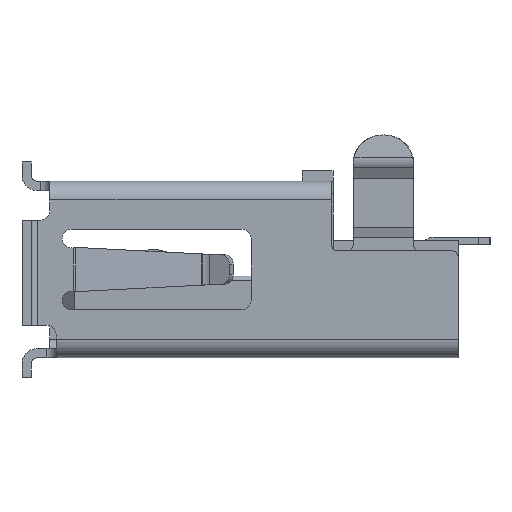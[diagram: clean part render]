
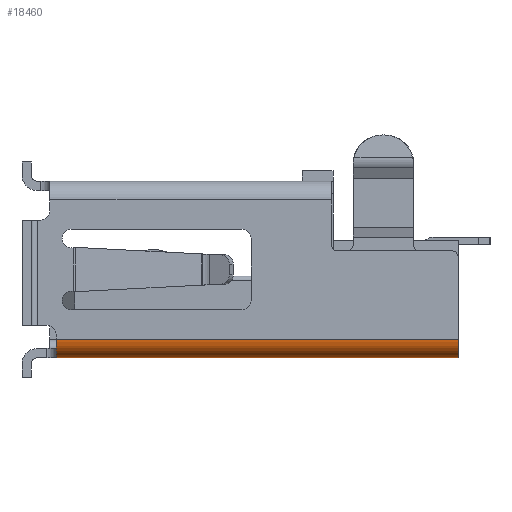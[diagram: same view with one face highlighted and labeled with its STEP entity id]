
A CAD part, left-side view. The second image highlights one B-rep face of the part: STEP entity #18460.
In plain terms, the highlighted cylindrical face has radius 0.6 mm (diameter 1.2 mm), a partial arc.
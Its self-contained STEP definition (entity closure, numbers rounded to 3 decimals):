
#11687 = CIRCLE ( 'NONE', #11716, 0.6 ) ;
#11688 = LINE ( 'NONE', #11712, #11711 ) ;
#11710 = DIRECTION ( 'NONE',  ( 0., 1., 0. ) ) ;
#11711 = VECTOR ( 'NONE', #11710, 1000. ) ;
#11712 = CARTESIAN_POINT ( 'NONE',  ( 6., -6.8, -2.85 ) ) ;
#11713 = DIRECTION ( 'NONE',  ( 0., 0., 1. ) ) ;
#11714 = DIRECTION ( 'NONE',  ( 0., 1., 0. ) ) ;
#11715 = CARTESIAN_POINT ( 'NONE',  ( 6., -13., -2.25 ) ) ;
#11716 = AXIS2_PLACEMENT_3D ( 'NONE', #11715, #11714, #11713 ) ;
#11861 = DIRECTION ( 'NONE',  ( 0., 0., 1. ) ) ;
#11862 = DIRECTION ( 'NONE',  ( 0., 1., 0. ) ) ;
#11863 = CARTESIAN_POINT ( 'NONE',  ( 6., -13., -2.25 ) ) ;
#11864 = AXIS2_PLACEMENT_3D ( 'NONE', #11863, #11862, #11861 ) ;
#11866 = CYLINDRICAL_SURFACE ( 'NONE', #11864, 0.6 ) ;
#11867 = FACE_OUTER_BOUND ( 'NONE', #18461, .T. ) ;
#12005 = DIRECTION ( 'NONE',  ( 0., 1., 0. ) ) ;
#12006 = VECTOR ( 'NONE', #12005, 1000. ) ;
#12007 = CARTESIAN_POINT ( 'NONE',  ( 6.6, -6.5, -2.25 ) ) ;
#12008 = LINE ( 'NONE', #12007, #12006 ) ;
#12009 = CARTESIAN_POINT ( 'NONE',  ( 6.6, -13., -2.25 ) ) ;
#13381 = CIRCLE ( 'NONE', #13414, 0.6 ) ;
#13403 = CARTESIAN_POINT ( 'NONE',  ( 6., 0., -2.85 ) ) ;
#13414 = AXIS2_PLACEMENT_3D ( 'NONE', #13443, #13444, #13461 ) ;
#13415 = CARTESIAN_POINT ( 'NONE',  ( 6., -13., -2.85 ) ) ;
#13436 = CARTESIAN_POINT ( 'NONE',  ( 6.6, 0., -2.25 ) ) ;
#13443 = CARTESIAN_POINT ( 'NONE',  ( 6., 0., -2.25 ) ) ;
#13444 = DIRECTION ( 'NONE',  ( 0., -1., 0. ) ) ;
#13461 = DIRECTION ( 'NONE',  ( 0., 0., 1. ) ) ;
#18331 = ORIENTED_EDGE ( 'NONE', *, *, #18332, .T. ) ;
#18332 = EDGE_CURVE ( 'NONE', #18556, #18565, #11687, .T. ) ;
#18333 = ORIENTED_EDGE ( 'NONE', *, *, #18334, .T. ) ;
#18334 = EDGE_CURVE ( 'NONE', #18565, #18563, #11688, .T. ) ;
#18460 = ADVANCED_FACE ( 'NONE', ( #11867 ), #11866, .T. ) ;
#18461 = EDGE_LOOP ( 'NONE', ( #18867, #18564, #18331, #18333 ) ) ;
#18556 = VERTEX_POINT ( 'NONE', #12009 ) ;
#18558 = EDGE_CURVE ( 'NONE', #18556, #18559, #12008, .T. ) ;
#18559 = VERTEX_POINT ( 'NONE', #13436 ) ;
#18562 = EDGE_CURVE ( 'NONE', #18563, #18559, #13381, .T. ) ;
#18563 = VERTEX_POINT ( 'NONE', #13403 ) ;
#18564 = ORIENTED_EDGE ( 'NONE', *, *, #18558, .F. ) ;
#18565 = VERTEX_POINT ( 'NONE', #13415 ) ;
#18867 = ORIENTED_EDGE ( 'NONE', *, *, #18562, .T. ) ;
